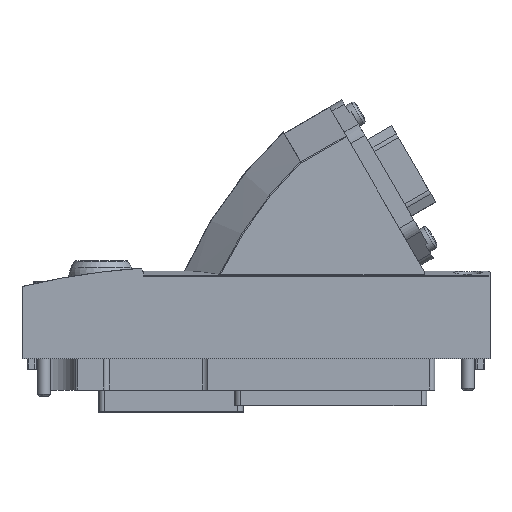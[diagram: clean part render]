
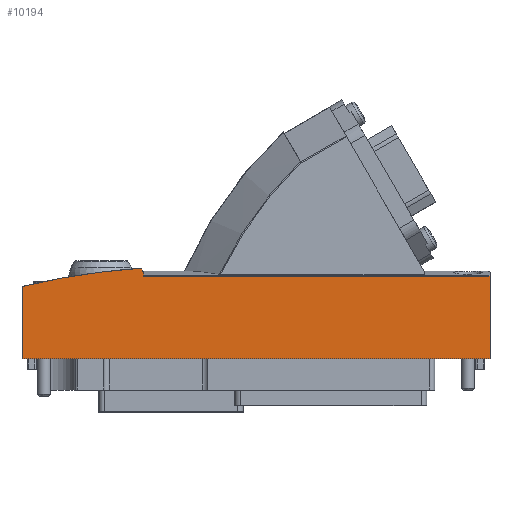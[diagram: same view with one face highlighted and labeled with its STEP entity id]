
A CAD part, top view. The second image highlights one B-rep face of the part: STEP entity #10194.
In plain terms, the highlighted planar face has unit normal (0, 0, 1).
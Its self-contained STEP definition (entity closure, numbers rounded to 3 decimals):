
#82=PLANE('',#10964);
#459=CIRCLE('',#10787,166.5);
#594=CIRCLE('',#10954,0.5);
#597=CIRCLE('',#10958,0.3);
#599=CIRCLE('',#10963,0.25);
#1352=ORIENTED_EDGE('',*,*,#4342,.F.);
#1353=ORIENTED_EDGE('',*,*,#4343,.F.);
#1354=ORIENTED_EDGE('',*,*,#4328,.F.);
#1355=ORIENTED_EDGE('',*,*,#4339,.T.);
#1356=ORIENTED_EDGE('',*,*,#4341,.T.);
#1357=ORIENTED_EDGE('',*,*,#3977,.T.);
#1358=ORIENTED_EDGE('',*,*,#4334,.T.);
#1359=ORIENTED_EDGE('',*,*,#4336,.T.);
#1360=ORIENTED_EDGE('',*,*,#4326,.T.);
#1361=ORIENTED_EDGE('',*,*,#4213,.T.);
#3977=EDGE_CURVE('',#5498,#5497,#459,.T.);
#4213=EDGE_CURVE('',#5706,#5709,#6641,.T.);
#4326=EDGE_CURVE('',#5821,#5706,#6705,.T.);
#4328=EDGE_CURVE('',#5822,#5823,#594,.T.);
#4334=EDGE_CURVE('',#5497,#5827,#597,.T.);
#4336=EDGE_CURVE('',#5827,#5821,#6711,.T.);
#4339=EDGE_CURVE('',#5822,#5829,#6714,.T.);
#4341=EDGE_CURVE('',#5829,#5498,#599,.T.);
#4342=EDGE_CURVE('',#5830,#5709,#6715,.T.);
#4343=EDGE_CURVE('',#5823,#5830,#6716,.T.);
#5497=VERTEX_POINT('',#15074);
#5498=VERTEX_POINT('',#15076);
#5706=VERTEX_POINT('',#15648);
#5709=VERTEX_POINT('',#15655);
#5821=VERTEX_POINT('',#15883);
#5822=VERTEX_POINT('',#15888);
#5823=VERTEX_POINT('',#15889);
#5827=VERTEX_POINT('',#15899);
#5829=VERTEX_POINT('',#15908);
#5830=VERTEX_POINT('',#15915);
#6641=LINE('',#15656,#7665);
#6705=LINE('',#15882,#7729);
#6711=LINE('',#15903,#7735);
#6714=LINE('',#15909,#7738);
#6715=LINE('',#15914,#7739);
#6716=LINE('',#15916,#7740);
#7665=VECTOR('',#12226,1000.);
#7729=VECTOR('',#12392,1000.);
#7735=VECTOR('',#12414,1000.);
#7738=VECTOR('',#12419,1000.);
#7739=VECTOR('',#12428,1000.);
#7740=VECTOR('',#12429,1000.);
#8619=EDGE_LOOP('',(#1352,#1353,#1354,#1355,#1356,#1357,#1358,#1359,#1360,
#1361));
#9314=FACE_BOUND('',#8619,.T.);
#10194=ADVANCED_FACE('',(#9314),#82,.T.);
#10787=AXIS2_PLACEMENT_3D('',#15075,#11872,#11873);
#10954=AXIS2_PLACEMENT_3D('',#15887,#12398,#12399);
#10958=AXIS2_PLACEMENT_3D('',#15900,#12409,#12410);
#10963=AXIS2_PLACEMENT_3D('',#15912,#12424,#12425);
#10964=AXIS2_PLACEMENT_3D('',#15913,#12426,#12427);
#11872=DIRECTION('',(0.,0.,1.));
#11873=DIRECTION('',(1.,0.,0.));
#12226=DIRECTION('',(0.,1.,0.));
#12392=DIRECTION('',(1.,0.,0.));
#12398=DIRECTION('',(0.,0.,1.));
#12399=DIRECTION('',(1.,0.,0.));
#12409=DIRECTION('',(0.,0.,1.));
#12410=DIRECTION('',(1.,0.,0.));
#12414=DIRECTION('',(0.,-1.,0.));
#12419=DIRECTION('',(-0.574,0.819,0.));
#12424=DIRECTION('',(0.,0.,1.));
#12425=DIRECTION('',(1.,0.,0.));
#12426=DIRECTION('',(0.,0.,1.));
#12427=DIRECTION('',(1.,0.,0.));
#12428=DIRECTION('',(1.,0.,0.));
#12429=DIRECTION('',(0.,-1.,0.));
#15074=CARTESIAN_POINT('',(-53.419,16.59,24.85));
#15075=CARTESIAN_POINT('',(-14.89,-145.391,24.85));
#15076=CARTESIAN_POINT('',(-26.585,20.698,24.85));
#15648=CARTESIAN_POINT('',(53.65,0.,24.85));
#15655=CARTESIAN_POINT('',(53.65,18.857,24.85));
#15656=CARTESIAN_POINT('',(53.65,0.,24.85));
#15882=CARTESIAN_POINT('',(-53.65,0.,24.85));
#15883=CARTESIAN_POINT('',(-53.65,0.,24.85));
#15887=CARTESIAN_POINT('',(-25.688,20.5,24.85));
#15888=CARTESIAN_POINT('',(-26.097,20.213,24.85));
#15889=CARTESIAN_POINT('',(-25.7,20.,24.85));
#15899=CARTESIAN_POINT('',(-53.65,16.298,24.85));
#15900=CARTESIAN_POINT('',(-53.35,16.298,24.85));
#15903=CARTESIAN_POINT('',(-53.65,16.298,24.85));
#15908=CARTESIAN_POINT('',(-26.362,20.592,24.85));
#15909=CARTESIAN_POINT('',(-26.097,20.213,24.85));
#15912=CARTESIAN_POINT('',(-26.567,20.448,24.85));
#15913=CARTESIAN_POINT('',(-53.35,16.298,24.85));
#15914=CARTESIAN_POINT('',(-25.7,18.857,24.85));
#15915=CARTESIAN_POINT('',(-25.7,18.857,24.85));
#15916=CARTESIAN_POINT('',(-25.7,30.,24.85));
